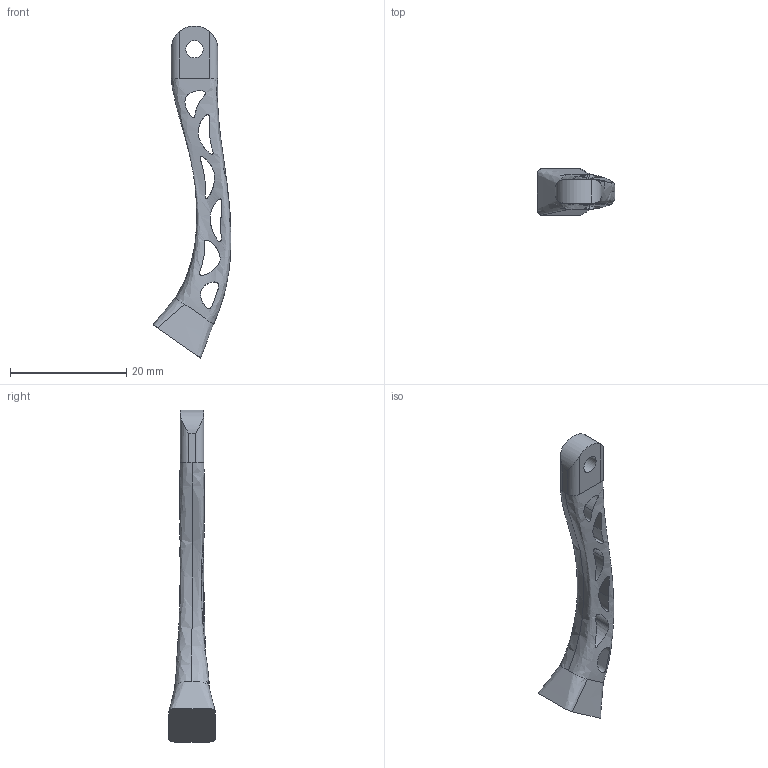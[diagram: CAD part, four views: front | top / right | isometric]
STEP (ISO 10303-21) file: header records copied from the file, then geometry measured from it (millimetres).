
FILE_DESCRIPTION (( 'STEP AP214' ), '1' );
FILE_NAME ('LowerLeg.STEP', '2024-12-03T14:16:13', ( '' ), ( '' ), 'SwSTEP 2.0', 'SolidWorks 2024', '' );
FILE_SCHEMA (( 'AUTOMOTIVE_DESIGN' ));
Length unit declared in the file: millimetre
Products named in the file (1): LowerLeg
Bounding box: 13.39 x 8 x 57.06 mm (x, y, z)
Volume: 1387.1 mm3; surface area: 1516.5 mm2
Topology: 1 solids, 1 shells, 29 faces, 93 edges, 66 vertices
Faces by surface type: bspline 16, cylinder 8, plane 5
Entity records: 3302 total; most frequent: CARTESIAN_POINT 2509, ORIENTED_EDGE 186, DIRECTION 109, EDGE_CURVE 93, VERTEX_POINT 66, EDGE_LOOP 43, VECTOR 41, LINE 41
